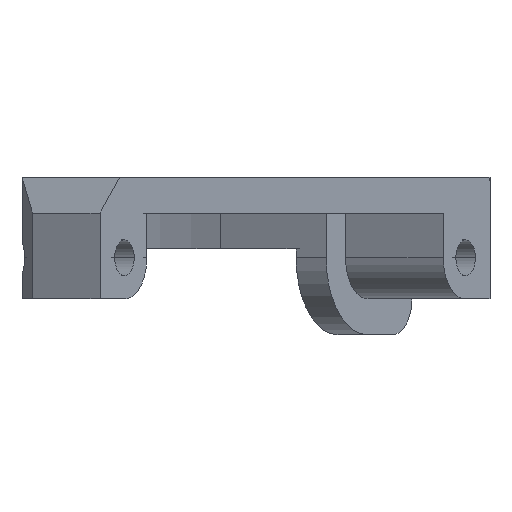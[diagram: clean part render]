
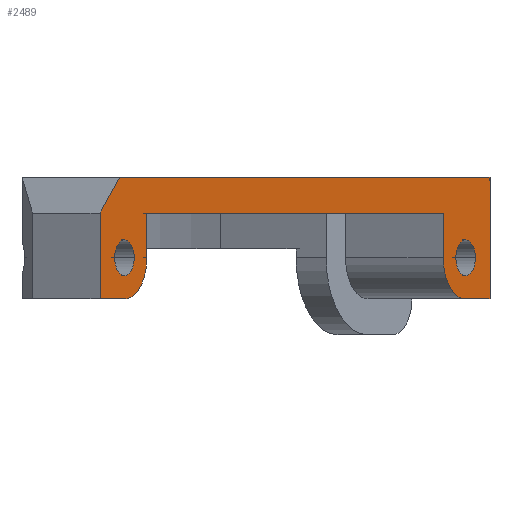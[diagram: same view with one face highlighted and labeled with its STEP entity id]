
A CAD part, left-side view. The second image highlights one B-rep face of the part: STEP entity #2489.
In plain terms, the highlighted planar face has unit normal (-0.545, -0.839, 0).
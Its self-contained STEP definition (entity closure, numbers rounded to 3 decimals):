
#9 = DIRECTION ( 'NONE',  ( 0., 0., 1. ) ) ;
#19 = CARTESIAN_POINT ( 'NONE',  ( -19.044, -46.151, 12. ) ) ;
#25 = EDGE_CURVE ( 'NONE', #2355, #402, #632, .T. ) ;
#50 = DIRECTION ( 'NONE',  ( -0.839, 0.545, 0. ) ) ;
#52 = VERTEX_POINT ( 'NONE', #2377 ) ;
#63 = ORIENTED_EDGE ( 'NONE', *, *, #1399, .T. ) ;
#85 = ORIENTED_EDGE ( 'NONE', *, *, #1512, .T. ) ;
#91 = VERTEX_POINT ( 'NONE', #2004 ) ;
#103 = DIRECTION ( 'NONE',  ( 0.545, 0.839, 0. ) ) ;
#135 = CARTESIAN_POINT ( 'NONE',  ( -48.565, -26.979, 7.5 ) ) ;
#158 = LINE ( 'NONE', #1634, #2317 ) ;
#180 = EDGE_CURVE ( 'NONE', #91, #2456, #478, .T. ) ;
#217 = VERTEX_POINT ( 'NONE', #263 ) ;
#223 = EDGE_CURVE ( 'NONE', #2355, #396, #1245, .T. ) ;
#257 = DIRECTION ( 'NONE',  ( -0.839, 0.545, 0. ) ) ;
#263 = CARTESIAN_POINT ( 'NONE',  ( -50.494, -25.727, 5.2 ) ) ;
#276 = EDGE_CURVE ( 'NONE', #945, #52, #1432, .T. ) ;
#281 = ORIENTED_EDGE ( 'NONE', *, *, #311, .T. ) ;
#287 = ORIENTED_EDGE ( 'NONE', *, *, #1217, .T. ) ;
#297 = CIRCLE ( 'NONE', #1032, 1. ) ;
#301 = CARTESIAN_POINT ( 'NONE',  ( -49.655, -26.271, 7.5 ) ) ;
#302 = CARTESIAN_POINT ( 'NONE',  ( -52.59, -24.365, 10. ) ) ;
#310 = ORIENTED_EDGE ( 'NONE', *, *, #25, .F. ) ;
#311 = EDGE_CURVE ( 'NONE', #396, #217, #1587, .T. ) ;
#316 = EDGE_LOOP ( 'NONE', ( #1828, #2205 ) ) ;
#327 = EDGE_CURVE ( 'NONE', #1128, #2463, #1619, .T. ) ;
#343 = LINE ( 'NONE', #1168, #1646 ) ;
#355 = EDGE_CURVE ( 'NONE', #217, #1082, #2435, .T. ) ;
#360 = VERTEX_POINT ( 'NONE', #384 ) ;
#384 = CARTESIAN_POINT ( 'NONE',  ( -21.979, -44.245, 7.5 ) ) ;
#392 = CARTESIAN_POINT ( 'NONE',  ( -52.59, -24.365, 5.2 ) ) ;
#396 = VERTEX_POINT ( 'NONE', #392 ) ;
#402 = VERTEX_POINT ( 'NONE', #1768 ) ;
#478 = CIRCLE ( 'NONE', #1799, 1. ) ;
#521 = AXIS2_PLACEMENT_3D ( 'NONE', #2549, #1326, #543 ) ;
#529 = FACE_BOUND ( 'NONE', #1153, .T. ) ;
#543 = DIRECTION ( 'NONE',  ( -0.839, 0.545, 0. ) ) ;
#571 = DIRECTION ( 'NONE',  ( 0.839, -0.545, 0. ) ) ;
#587 = VECTOR ( 'NONE', #2104, 1000. ) ;
#607 = EDGE_CURVE ( 'NONE', #2456, #91, #297, .T. ) ;
#632 = LINE ( 'NONE', #992, #1944 ) ;
#641 = AXIS2_PLACEMENT_3D ( 'NONE', #1058, #103, #2080 ) ;
#681 = CARTESIAN_POINT ( 'NONE',  ( -48.565, -26.979, 10. ) ) ;
#694 = ORIENTED_EDGE ( 'NONE', *, *, #327, .F. ) ;
#760 = DIRECTION ( 'NONE',  ( 0.839, -0.545, 0. ) ) ;
#766 = VECTOR ( 'NONE', #257, 1000. ) ;
#815 = DIRECTION ( 'NONE',  ( -0.545, -0.839, 0. ) ) ;
#834 = DIRECTION ( 'NONE',  ( 0.839, -0.545, 0. ) ) ;
#855 = DIRECTION ( 'NONE',  ( -0.545, -0.839, 0. ) ) ;
#857 = VERTEX_POINT ( 'NONE', #19 ) ;
#876 = FACE_OUTER_BOUND ( 'NONE', #1857, .T. ) ;
#901 = DIRECTION ( 'NONE',  ( -0.839, 0.545, 0. ) ) ;
#945 = VERTEX_POINT ( 'NONE', #1230 ) ;
#952 = ORIENTED_EDGE ( 'NONE', *, *, #1278, .T. ) ;
#992 = CARTESIAN_POINT ( 'NONE',  ( -50.913, -25.455, 12. ) ) ;
#1021 = CARTESIAN_POINT ( 'NONE',  ( -20.302, -45.334, 7.5 ) ) ;
#1032 = AXIS2_PLACEMENT_3D ( 'NONE', #1963, #2162, #571 ) ;
#1058 = CARTESIAN_POINT ( 'NONE',  ( -50.494, -25.727, 7.5 ) ) ;
#1082 = VERTEX_POINT ( 'NONE', #135 ) ;
#1092 = CIRCLE ( 'NONE', #1670, 1. ) ;
#1095 = EDGE_CURVE ( 'NONE', #857, #2276, #1143, .T. ) ;
#1119 = VECTOR ( 'NONE', #1468, 1000. ) ;
#1128 = VERTEX_POINT ( 'NONE', #1798 ) ;
#1130 = DIRECTION ( 'NONE',  ( 0., 0., -1. ) ) ;
#1143 = LINE ( 'NONE', #1489, #587 ) ;
#1153 = EDGE_LOOP ( 'NONE', ( #1259, #1827 ) ) ;
#1168 = CARTESIAN_POINT ( 'NONE',  ( -48.565, -26.979, 7.5 ) ) ;
#1217 = EDGE_CURVE ( 'NONE', #1082, #2463, #343, .T. ) ;
#1230 = CARTESIAN_POINT ( 'NONE',  ( -23.069, -43.537, 7.5 ) ) ;
#1245 = LINE ( 'NONE', #1604, #1119 ) ;
#1251 = AXIS2_PLACEMENT_3D ( 'NONE', #2287, #2072, #901 ) ;
#1259 = ORIENTED_EDGE ( 'NONE', *, *, #180, .F. ) ;
#1270 = FACE_BOUND ( 'NONE', #316, .T. ) ;
#1278 = EDGE_CURVE ( 'NONE', #857, #402, #1531, .T. ) ;
#1288 = VERTEX_POINT ( 'NONE', #1021 ) ;
#1309 = ORIENTED_EDGE ( 'NONE', *, *, #276, .T. ) ;
#1326 = DIRECTION ( 'NONE',  ( -0.545, -0.839, 0. ) ) ;
#1373 = CARTESIAN_POINT ( 'NONE',  ( -50.494, -25.727, 7.5 ) ) ;
#1397 = EDGE_CURVE ( 'NONE', #360, #1288, #2542, .T. ) ;
#1399 = EDGE_CURVE ( 'NONE', #52, #2276, #2411, .T. ) ;
#1426 = VECTOR ( 'NONE', #2409, 1000. ) ;
#1432 = CIRCLE ( 'NONE', #1251, 2.3 ) ;
#1468 = DIRECTION ( 'NONE',  ( 0., 0., -1. ) ) ;
#1473 = VECTOR ( 'NONE', #760, 1000. ) ;
#1489 = CARTESIAN_POINT ( 'NONE',  ( -19.044, -46.151, 7.5 ) ) ;
#1492 = ORIENTED_EDGE ( 'NONE', *, *, #1095, .F. ) ;
#1512 = EDGE_CURVE ( 'NONE', #1128, #945, #158, .T. ) ;
#1531 = LINE ( 'NONE', #2263, #766 ) ;
#1587 = LINE ( 'NONE', #1797, #1426 ) ;
#1604 = CARTESIAN_POINT ( 'NONE',  ( -52.59, -24.365, 5.2 ) ) ;
#1608 = DIRECTION ( 'NONE',  ( 0.839, -0.545, 0. ) ) ;
#1619 = LINE ( 'NONE', #2178, #2344 ) ;
#1622 = CARTESIAN_POINT ( 'NONE',  ( -50.494, -25.727, 7.5 ) ) ;
#1634 = CARTESIAN_POINT ( 'NONE',  ( -23.069, -43.537, 7.5 ) ) ;
#1646 = VECTOR ( 'NONE', #9, 1000. ) ;
#1670 = AXIS2_PLACEMENT_3D ( 'NONE', #1676, #855, #2254 ) ;
#1676 = CARTESIAN_POINT ( 'NONE',  ( -21.14, -44.789, 7.5 ) ) ;
#1768 = CARTESIAN_POINT ( 'NONE',  ( -50.913, -25.455, 12. ) ) ;
#1797 = CARTESIAN_POINT ( 'NONE',  ( -52.59, -24.365, 5.2 ) ) ;
#1798 = CARTESIAN_POINT ( 'NONE',  ( -23.069, -43.537, 10. ) ) ;
#1799 = AXIS2_PLACEMENT_3D ( 'NONE', #1622, #2030, #834 ) ;
#1827 = ORIENTED_EDGE ( 'NONE', *, *, #607, .F. ) ;
#1828 = ORIENTED_EDGE ( 'NONE', *, *, #1397, .F. ) ;
#1832 = EDGE_CURVE ( 'NONE', #1288, #360, #1092, .T. ) ;
#1857 = EDGE_LOOP ( 'NONE', ( #952, #310, #2016, #281, #2367, #287, #694, #85, #1309, #63, #1492 ) ) ;
#1944 = VECTOR ( 'NONE', #2395, 1000. ) ;
#1963 = CARTESIAN_POINT ( 'NONE',  ( -50.494, -25.727, 7.5 ) ) ;
#1975 = AXIS2_PLACEMENT_3D ( 'NONE', #1373, #815, #1608 ) ;
#2004 = CARTESIAN_POINT ( 'NONE',  ( -51.332, -25.182, 7.5 ) ) ;
#2016 = ORIENTED_EDGE ( 'NONE', *, *, #223, .T. ) ;
#2030 = DIRECTION ( 'NONE',  ( -0.545, -0.839, 0. ) ) ;
#2072 = DIRECTION ( 'NONE',  ( -0.545, -0.839, 0. ) ) ;
#2080 = DIRECTION ( 'NONE',  ( 0., 0., -1. ) ) ;
#2104 = DIRECTION ( 'NONE',  ( 0., 0., -1. ) ) ;
#2132 = CARTESIAN_POINT ( 'NONE',  ( -17.366, -47.24, 5.2 ) ) ;
#2162 = DIRECTION ( 'NONE',  ( -0.545, -0.839, 0. ) ) ;
#2178 = CARTESIAN_POINT ( 'NONE',  ( -52.59, -24.365, 10. ) ) ;
#2205 = ORIENTED_EDGE ( 'NONE', *, *, #1832, .F. ) ;
#2254 = DIRECTION ( 'NONE',  ( -0.839, 0.545, 0. ) ) ;
#2258 = PLANE ( 'NONE',  #641 ) ;
#2263 = CARTESIAN_POINT ( 'NONE',  ( -52.59, -24.365, 12. ) ) ;
#2276 = VERTEX_POINT ( 'NONE', #2470 ) ;
#2287 = CARTESIAN_POINT ( 'NONE',  ( -21.14, -44.789, 7.5 ) ) ;
#2317 = VECTOR ( 'NONE', #1130, 1000. ) ;
#2344 = VECTOR ( 'NONE', #50, 1000. ) ;
#2355 = VERTEX_POINT ( 'NONE', #302 ) ;
#2367 = ORIENTED_EDGE ( 'NONE', *, *, #355, .T. ) ;
#2377 = CARTESIAN_POINT ( 'NONE',  ( -21.14, -44.789, 5.2 ) ) ;
#2395 = DIRECTION ( 'NONE',  ( 0.593, -0.385, 0.707 ) ) ;
#2409 = DIRECTION ( 'NONE',  ( 0.839, -0.545, 0. ) ) ;
#2411 = LINE ( 'NONE', #2132, #1473 ) ;
#2435 = CIRCLE ( 'NONE', #1975, 2.3 ) ;
#2456 = VERTEX_POINT ( 'NONE', #301 ) ;
#2463 = VERTEX_POINT ( 'NONE', #681 ) ;
#2470 = CARTESIAN_POINT ( 'NONE',  ( -19.044, -46.151, 5.2 ) ) ;
#2489 = ADVANCED_FACE ( 'NONE', ( #876, #529, #1270 ), #2258, .F. ) ;
#2542 = CIRCLE ( 'NONE', #521, 1. ) ;
#2549 = CARTESIAN_POINT ( 'NONE',  ( -21.14, -44.789, 7.5 ) ) ;
